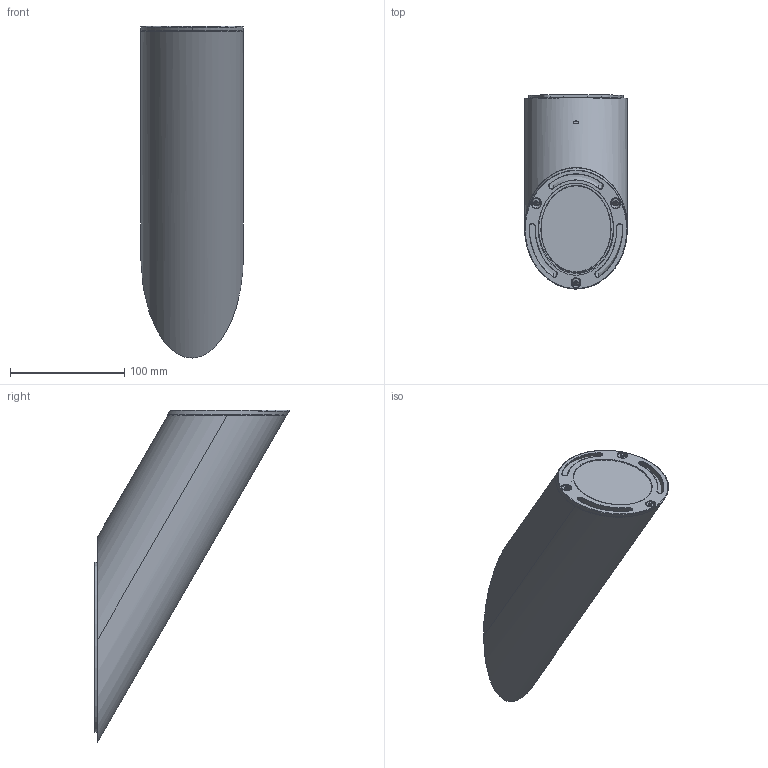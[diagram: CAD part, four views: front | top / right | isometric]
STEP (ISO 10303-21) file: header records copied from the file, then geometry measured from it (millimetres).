
FILE_DESCRIPTION(/* description */ (''),/* implementation_level */ '2;1');
FILE_NAME(/* name */ 'ILIO WALL',/* time_stamp */ '2024-07-02T17:08:15+02:00',/* author */ (''),/* organization */ (''),/* preprocessor_version */ 'ST-DEVELOPER v16.5',/* originating_system */ 'Rhino 7.37',/* authorisation */ '');
FILE_SCHEMA (('AUTOMOTIVE_DESIGN'));
Length unit declared in the file: millimetre
Products named in the file (1): Document
Bounding box: 90 x 169.98 x 290.42 mm (x, y, z)
Volume: 1489900.8 mm3; surface area: 127221.2 mm2
Topology: 7 solids, 7 shells, 272 faces, 674 edges, 417 vertices
Faces by surface type: bspline 150, plane 78, cylinder 44
Entity records: 18117 total; most frequent: CARTESIAN_POINT 13929, ORIENTED_EDGE 1334, EDGE_CURVE 667, B_SPLINE_CURVE_WITH_KNOTS 432, VERTEX_POINT 416, EDGE_LOOP 293, ADVANCED_FACE 272, FACE_OUTER_BOUND 272
